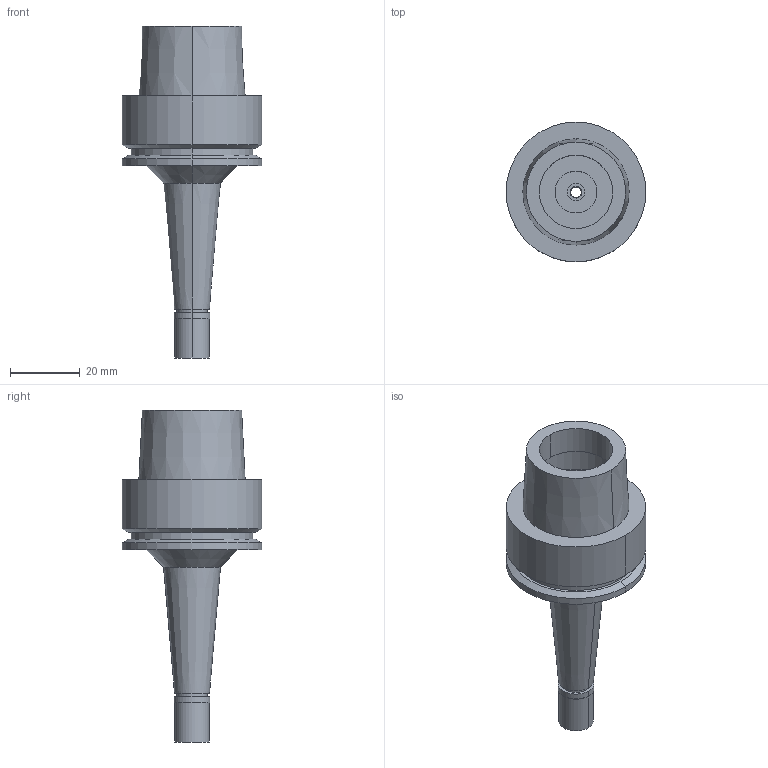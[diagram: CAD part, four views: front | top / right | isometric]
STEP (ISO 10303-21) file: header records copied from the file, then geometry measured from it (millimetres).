
FILE_DESCRIPTION((''),'2;1');
FILE_NAME('HE40MS03075T-030_ASM','2018-02-09T',('ykawabe'),(''),'CREO PARAMETRIC BY PTC INC, 2016380','CREO PARAMETRIC BY PTC INC, 2016380','');
FILE_SCHEMA(('AUTOMOTIVE_DESIGN { 1 0 10303 214 1 1 1 1 }'));
Length unit declared in the file: millimetre
Products named in the file (5): HSK-E40-MEGA3S-75T_1; NBC3S-3AA_1; MGN3S_1; DXF_TEMP_ASSY_ASM_4_ASM; HE40MS03075T-030_ASM
Assembly tree (4 placements, depth 3):
  HE40MS03075T-030_ASM
    DXF_TEMP_ASSY_ASM_4_ASM
      HSK-E40-MEGA3S-75T_1
      NBC3S-3AA_1
      MGN3S_1
Bounding box: 40 x 40 x 95 mm (x, y, z)
Volume: 32773.2 mm3; surface area: 13501.4 mm2
Topology: 3 solids, 3 shells, 101 faces, 202 edges, 122 vertices
Faces by surface type: cylinder 50, cone 28, plane 21, torus 2
Entity records: 4159 total; most frequent: DIRECTION 574, CARTESIAN_POINT 460, ORIENTED_EDGE 404, AXIS2_PLACEMENT_3D 248, PRESENTATION_STYLE_ASSIGNMENT 210, STYLED_ITEM 210, CURVE_STYLE 207, EDGE_CURVE 202
